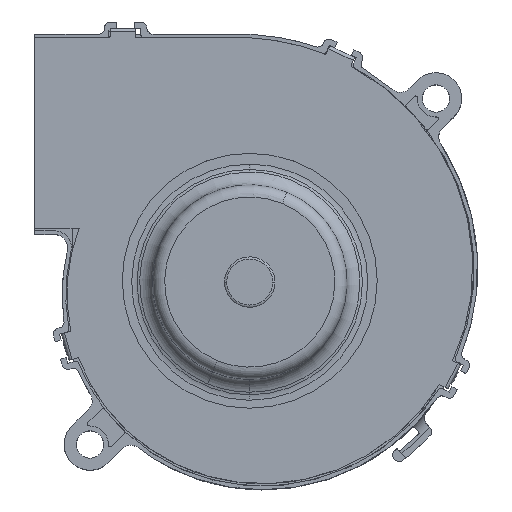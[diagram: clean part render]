
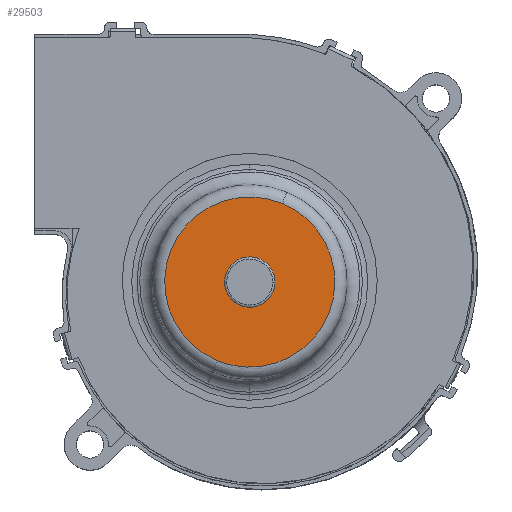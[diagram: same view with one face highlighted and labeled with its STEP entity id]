
A CAD part, top view. The second image highlights one B-rep face of the part: STEP entity #29503.
In plain terms, the highlighted face is planar.
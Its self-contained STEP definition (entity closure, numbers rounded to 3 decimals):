
#22104=CARTESIAN_POINT('',(0.,0.,0.));
#22105=DIRECTION('',(0.,-1.,0.));
#22106=DIRECTION('',(-0.382,0.,0.924));
#22107=AXIS2_PLACEMENT_3D('',#22104,#22105,#22106);
#22109=CARTESIAN_POINT('',(0.,0.,0.));
#22110=DIRECTION('',(0.,-1.,0.));
#22111=DIRECTION('',(0.376,0.,-0.927));
#22112=AXIS2_PLACEMENT_3D('',#22109,#22110,#22111);
#22114=CARTESIAN_POINT('',(0.,0.,0.));
#22115=DIRECTION('',(0.,-1.,0.));
#22116=DIRECTION('',(0.382,0.,-0.924));
#22117=AXIS2_PLACEMENT_3D('',#22114,#22115,#22116);
#22119=CARTESIAN_POINT('',(0.,0.,0.));
#22120=DIRECTION('',(0.,-1.,0.));
#22121=DIRECTION('',(-0.376,0.,0.927));
#22122=AXIS2_PLACEMENT_3D('',#22119,#22120,#22121);
#22124=CARTESIAN_POINT('',(0.,0.,0.));
#22125=DIRECTION('',(0.,1.,0.));
#22126=DIRECTION('',(-1.,0.,0.001));
#22127=AXIS2_PLACEMENT_3D('',#22124,#22125,#22126);
#22129=CARTESIAN_POINT('',(0.,0.,0.));
#22130=DIRECTION('',(0.,1.,0.));
#22131=DIRECTION('',(0.999,0.,0.036));
#22132=AXIS2_PLACEMENT_3D('',#22129,#22130,#22131);
#22134=CARTESIAN_POINT('',(0.,0.,0.));
#22135=DIRECTION('',(0.,1.,0.));
#22136=DIRECTION('',(1.,0.,-0.001));
#22137=AXIS2_PLACEMENT_3D('',#22134,#22135,#22136);
#22139=CARTESIAN_POINT('',(0.,0.,0.));
#22140=DIRECTION('',(0.,1.,0.));
#22141=DIRECTION('',(-0.999,0.,-0.036));
#22142=AXIS2_PLACEMENT_3D('',#22139,#22140,#22141);
#23522=CARTESIAN_POINT('',(-5.359,0.,12.952));
#23523=VERTEX_POINT('',#23522);
#23524=CARTESIAN_POINT('',(-5.267,0.,12.99));
#23525=VERTEX_POINT('',#23524);
#23526=CARTESIAN_POINT('',(5.359,0.,-12.952));
#23527=VERTEX_POINT('',#23526);
#23528=CARTESIAN_POINT('',(5.267,0.,-12.99));
#23529=VERTEX_POINT('',#23528);
#23530=CARTESIAN_POINT('',(-4.15,0.,
0.006));
#23531=CARTESIAN_POINT('',(4.147,0.,
0.148));
#23532=VERTEX_POINT('',#23530);
#23533=VERTEX_POINT('',#23531);
#23534=CARTESIAN_POINT('',(4.15,0.,
-0.005));
#23535=VERTEX_POINT('',#23534);
#23536=CARTESIAN_POINT('',(-4.147,0.,
-0.149));
#23537=VERTEX_POINT('',#23536);
#29482=CARTESIAN_POINT('',(0.,0.,0.));
#29483=DIRECTION('',(0.,-1.,0.));
#29484=DIRECTION('',(-1.,0.,0.));
#29485=AXIS2_PLACEMENT_3D('',#29482,#29483,#29484);
#29486=PLANE('',#29485);
#29487=ORIENTED_EDGE('',*,*,#29433,.T.);
#29488=ORIENTED_EDGE('',*,*,#29431,.T.);
#29489=ORIENTED_EDGE('',*,*,#29416,.T.);
#29490=ORIENTED_EDGE('',*,*,#29414,.T.);
#29491=EDGE_LOOP('',(#29487,#29488,#29489,#29490));
#29492=FACE_OUTER_BOUND('',#29491,.F.);
#29494=ORIENTED_EDGE('',*,*,#29493,.T.);
#29496=ORIENTED_EDGE('',*,*,#29495,.T.);
#29498=ORIENTED_EDGE('',*,*,#29497,.T.);
#29500=ORIENTED_EDGE('',*,*,#29499,.T.);
#29501=EDGE_LOOP('',(#29494,#29496,#29498,#29500));
#29502=FACE_BOUND('',#29501,.F.);
#29503=ADVANCED_FACE('',(#29492,#29502),#29486,.F.);
#22108=CIRCLE('',#22107,14.017);
#22113=CIRCLE('',#22112,14.017);
#22118=CIRCLE('',#22117,14.017);
#22123=CIRCLE('',#22122,14.017);
#22128=CIRCLE('',#22127,4.15);
#22133=CIRCLE('',#22132,4.15);
#22138=CIRCLE('',#22137,4.15);
#22143=CIRCLE('',#22142,4.15);
#29414=EDGE_CURVE('',#23525,#23523,#22123,.T.);
#29416=EDGE_CURVE('',#23527,#23525,#22118,.T.);
#29431=EDGE_CURVE('',#23529,#23527,#22113,.T.);
#29433=EDGE_CURVE('',#23523,#23529,#22108,.T.);
#29493=EDGE_CURVE('',#23532,#23533,#22128,.T.);
#29495=EDGE_CURVE('',#23533,#23535,#22133,.T.);
#29497=EDGE_CURVE('',#23535,#23537,#22138,.T.);
#29499=EDGE_CURVE('',#23537,#23532,#22143,.T.);
